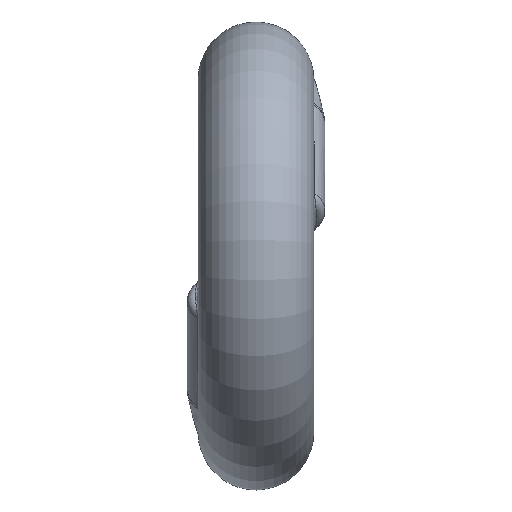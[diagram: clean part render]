
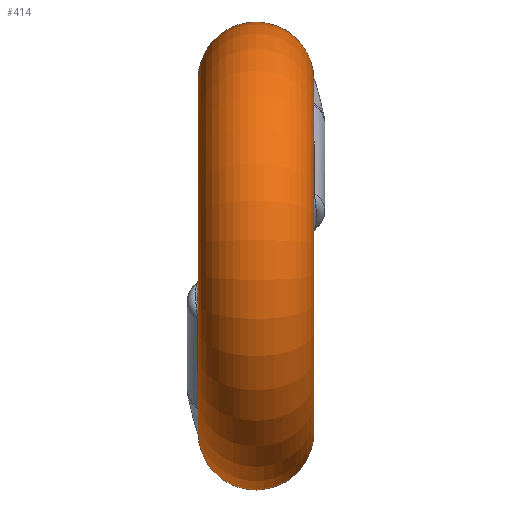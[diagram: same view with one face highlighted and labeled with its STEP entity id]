
A CAD part, left-side view. The second image highlights one B-rep face of the part: STEP entity #414.
In plain terms, the highlighted toroidal (fillet/blend) face has major radius 6.4 mm and minor radius 2.1 mm.
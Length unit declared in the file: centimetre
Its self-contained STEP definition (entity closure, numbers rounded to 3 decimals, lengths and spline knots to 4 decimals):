
#14=TOROIDAL_SURFACE('',#448,0.64,0.21);
#48=B_SPLINE_CURVE_WITH_KNOTS('',3,(#794,#795,#796,#797,#798,#799,#800,
#801,#802,#803,#804,#805,#806,#807,#808,#809,#810),.UNSPECIFIED.,.F.,.F.,
(4,1,1,1,1,1,1,1,1,1,1,1,1,1,4),(-0.8589,-0.7976,
-0.7362,-0.6749,-0.6135,-0.5522,
-0.4908,-0.4295,-0.3681,-0.3068,
-0.2454,-0.1841,-0.1227,-0.0614,
0.),.UNSPECIFIED.);
#58=B_SPLINE_CURVE_WITH_KNOTS('',3,(#1247,#1248,#1249,#1250,#1251,#1252,
#1253,#1254,#1255,#1256,#1257,#1258,#1259,#1260,#1261,#1262,#1263,#1264),
 .UNSPECIFIED.,.F.,.F.,(4,1,1,1,1,1,1,1,1,1,1,1,1,1,1,4),(-0.8589,
-0.7976,-0.7362,-0.6749,-0.6135,
-0.5522,-0.4908,-0.4448,-0.3681,
-0.3528,-0.3068,-0.2454,-0.1687,
-0.1227,-0.0614,0.),.UNSPECIFIED.);
#79=FACE_BOUND('',#125,.T.);
#95=FACE_OUTER_BOUND('',#124,.T.);
#124=EDGE_LOOP('',(#316,#317));
#125=EDGE_LOOP('',(#318,#319));
#155=CIRCLE('',#449,0.64);
#156=CIRCLE('',#450,0.64);
#174=VERTEX_POINT('',#791);
#175=VERTEX_POINT('',#793);
#184=VERTEX_POINT('',#1244);
#185=VERTEX_POINT('',#1246);
#213=EDGE_CURVE('',#174,#175,#48,.T.);
#227=EDGE_CURVE('',#184,#185,#58,.T.);
#240=EDGE_CURVE('',#174,#175,#155,.T.);
#241=EDGE_CURVE('',#184,#185,#156,.T.);
#316=ORIENTED_EDGE('',*,*,#213,.F.);
#317=ORIENTED_EDGE('',*,*,#240,.T.);
#318=ORIENTED_EDGE('',*,*,#227,.F.);
#319=ORIENTED_EDGE('',*,*,#241,.T.);
#414=ADVANCED_FACE('',(#95,#79),#14,.T.);
#448=AXIS2_PLACEMENT_3D('',#1560,#511,#512);
#449=AXIS2_PLACEMENT_3D('',#1561,#513,#514);
#450=AXIS2_PLACEMENT_3D('',#1562,#515,#516);
#511=DIRECTION('center_axis',(0.,1.,0.));
#512=DIRECTION('ref_axis',(1.,0.,0.));
#513=DIRECTION('center_axis',(0.,1.,0.));
#514=DIRECTION('ref_axis',(-1.,0.,0.));
#515=DIRECTION('center_axis',(0.,-1.,0.));
#516=DIRECTION('ref_axis',(-1.,0.,0.));
#791=CARTESIAN_POINT('',(0.5984,-0.12,0.227));
#793=CARTESIAN_POINT('',(0.5024,-0.12,0.3964));
#794=CARTESIAN_POINT('Ctrl Pts',(0.5984,-0.12,0.227));
#795=CARTESIAN_POINT('Ctrl Pts',(0.612,-0.12,0.2412));
#796=CARTESIAN_POINT('Ctrl Pts',(0.643,-0.1153,0.2657));
#797=CARTESIAN_POINT('Ctrl Pts',(0.6916,-0.092,
0.2904));
#798=CARTESIAN_POINT('Ctrl Pts',(0.732,-0.0548,
0.3122));
#799=CARTESIAN_POINT('Ctrl Pts',(0.757,-0.0072,
0.3381));
#800=CARTESIAN_POINT('Ctrl Pts',(0.7599,0.0421,0.373));
#801=CARTESIAN_POINT('Ctrl Pts',(0.7413,0.0796,0.4177));
#802=CARTESIAN_POINT('Ctrl Pts',(0.7096,0.0944,0.469));
#803=CARTESIAN_POINT('Ctrl Pts',(0.6744,0.0824,0.5188));
#804=CARTESIAN_POINT('Ctrl Pts',(0.6406,0.0444,0.5543));
#805=CARTESIAN_POINT('Ctrl Pts',(0.6112,-0.0092,
0.5591));
#806=CARTESIAN_POINT('Ctrl Pts',(0.5872,-0.0576,
0.5332));
#807=CARTESIAN_POINT('Ctrl Pts',(0.5648,-0.0927,0.491));
#808=CARTESIAN_POINT('Ctrl Pts',(0.5394,-0.1146,0.442));
#809=CARTESIAN_POINT('Ctrl Pts',(0.5162,-0.12,0.4103));
#810=CARTESIAN_POINT('Ctrl Pts',(0.5024,-0.12,0.3964));
#1244=CARTESIAN_POINT('',(0.5984,0.3,-0.227));
#1246=CARTESIAN_POINT('',(0.5024,0.3,-0.3964));
#1247=CARTESIAN_POINT('Ctrl Pts',(0.5984,0.3,-0.227));
#1248=CARTESIAN_POINT('Ctrl Pts',(0.612,0.3,-0.2412));
#1249=CARTESIAN_POINT('Ctrl Pts',(0.643,0.2953,-0.2657));
#1250=CARTESIAN_POINT('Ctrl Pts',(0.6916,0.2721,-0.2904));
#1251=CARTESIAN_POINT('Ctrl Pts',(0.732,0.2348,-0.3122));
#1252=CARTESIAN_POINT('Ctrl Pts',(0.757,0.1873,-0.3382));
#1253=CARTESIAN_POINT('Ctrl Pts',(0.7599,0.1379,-0.373));
#1254=CARTESIAN_POINT('Ctrl Pts',(0.7429,0.1036,-0.414));
#1255=CARTESIAN_POINT('Ctrl Pts',(0.7128,0.0858,
-0.4644));
#1256=CARTESIAN_POINT('Ctrl Pts',(0.686,0.0923,
-0.503));
#1257=CARTESIAN_POINT('Ctrl Pts',(0.6603,0.1134,-0.5336));
#1258=CARTESIAN_POINT('Ctrl Pts',(0.6381,0.1401,-0.5548));
#1259=CARTESIAN_POINT('Ctrl Pts',(0.6088,0.1937,-0.5595));
#1260=CARTESIAN_POINT('Ctrl Pts',(0.5854,0.2412,-0.5298));
#1261=CARTESIAN_POINT('Ctrl Pts',(0.5626,0.2745,-0.487));
#1262=CARTESIAN_POINT('Ctrl Pts',(0.5394,0.2946,-0.442));
#1263=CARTESIAN_POINT('Ctrl Pts',(0.5162,0.3,-0.4103));
#1264=CARTESIAN_POINT('Ctrl Pts',(0.5024,0.3,-0.3964));
#1560=CARTESIAN_POINT('Origin',(0.,0.09,0.));
#1561=CARTESIAN_POINT('Origin',(0.,-0.12,0.));
#1562=CARTESIAN_POINT('Origin',(0.,0.3,0.));
